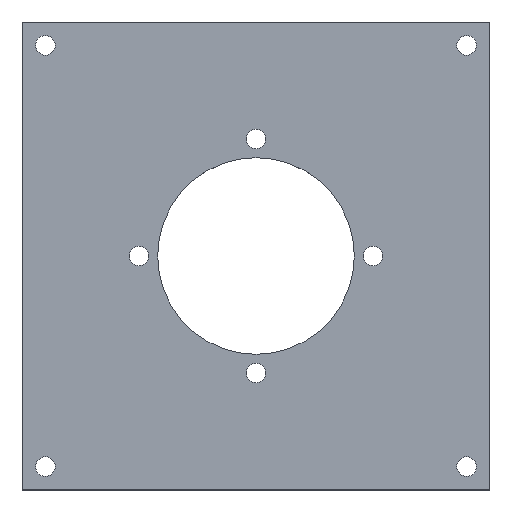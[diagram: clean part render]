
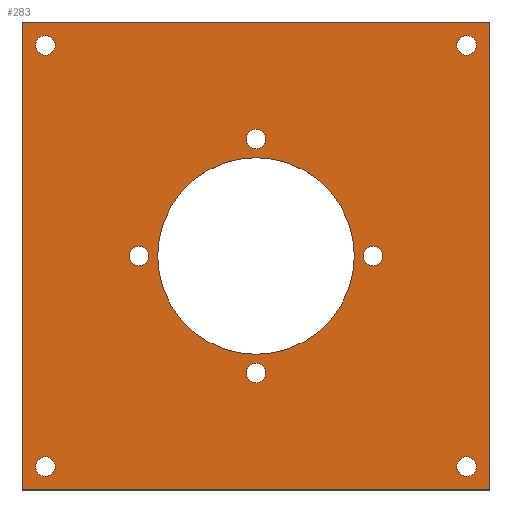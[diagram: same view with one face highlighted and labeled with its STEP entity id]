
A CAD part, top view. The second image highlights one B-rep face of the part: STEP entity #283.
In plain terms, the highlighted planar face has unit normal (0, 0, 1).
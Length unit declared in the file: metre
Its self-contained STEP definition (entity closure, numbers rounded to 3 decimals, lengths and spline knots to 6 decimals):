
#30=CIRCLE('',#312,0.0021);
#31=CIRCLE('',#314,0.0021);
#32=CIRCLE('',#316,0.0021);
#33=CIRCLE('',#318,0.0021);
#34=CIRCLE('',#320,0.0021);
#35=CIRCLE('',#322,0.0021);
#36=CIRCLE('',#324,0.0021);
#37=CIRCLE('',#326,0.0021);
#38=CIRCLE('',#328,0.021);
#86=ORIENTED_EDGE('',*,*,#117,.F.);
#87=ORIENTED_EDGE('',*,*,#99,.T.);
#88=ORIENTED_EDGE('',*,*,#115,.T.);
#89=ORIENTED_EDGE('',*,*,#119,.F.);
#90=ORIENTED_EDGE('',*,*,#120,.F.);
#91=ORIENTED_EDGE('',*,*,#121,.F.);
#92=ORIENTED_EDGE('',*,*,#122,.F.);
#93=ORIENTED_EDGE('',*,*,#123,.F.);
#94=ORIENTED_EDGE('',*,*,#124,.F.);
#95=ORIENTED_EDGE('',*,*,#125,.F.);
#96=ORIENTED_EDGE('',*,*,#126,.F.);
#97=ORIENTED_EDGE('',*,*,#127,.F.);
#98=ORIENTED_EDGE('',*,*,#128,.F.);
#99=EDGE_CURVE('',#129,#130,#155,.T.);
#115=EDGE_CURVE('',#130,#144,#162,.T.);
#117=EDGE_CURVE('',#129,#145,#164,.T.);
#119=EDGE_CURVE('',#145,#144,#166,.T.);
#120=EDGE_CURVE('',#146,#146,#30,.T.);
#121=EDGE_CURVE('',#147,#147,#31,.T.);
#122=EDGE_CURVE('',#148,#148,#32,.T.);
#123=EDGE_CURVE('',#149,#149,#33,.T.);
#124=EDGE_CURVE('',#150,#150,#34,.T.);
#125=EDGE_CURVE('',#151,#151,#35,.T.);
#126=EDGE_CURVE('',#152,#152,#36,.T.);
#127=EDGE_CURVE('',#153,#153,#37,.T.);
#128=EDGE_CURVE('',#154,#154,#38,.T.);
#129=VERTEX_POINT('',#413);
#130=VERTEX_POINT('',#414);
#144=VERTEX_POINT('',#446);
#145=VERTEX_POINT('',#450);
#146=VERTEX_POINT('',#456);
#147=VERTEX_POINT('',#459);
#148=VERTEX_POINT('',#462);
#149=VERTEX_POINT('',#465);
#150=VERTEX_POINT('',#468);
#151=VERTEX_POINT('',#471);
#152=VERTEX_POINT('',#474);
#153=VERTEX_POINT('',#477);
#154=VERTEX_POINT('',#480);
#155=LINE('',#412,#167);
#162=LINE('',#445,#174);
#164=LINE('',#449,#176);
#166=LINE('',#453,#178);
#167=VECTOR('',#334,1.);
#174=VECTOR('',#363,1.);
#176=VECTOR('',#367,1.);
#178=VECTOR('',#371,1.);
#211=EDGE_LOOP('',(#86,#87,#88,#89));
#212=EDGE_LOOP('',(#90));
#213=EDGE_LOOP('',(#91));
#214=EDGE_LOOP('',(#92));
#215=EDGE_LOOP('',(#93));
#216=EDGE_LOOP('',(#94));
#217=EDGE_LOOP('',(#95));
#218=EDGE_LOOP('',(#96));
#219=EDGE_LOOP('',(#97));
#220=EDGE_LOOP('',(#98));
#253=FACE_BOUND('',#211,.T.);
#254=FACE_BOUND('',#212,.T.);
#255=FACE_BOUND('',#213,.T.);
#256=FACE_BOUND('',#214,.T.);
#257=FACE_BOUND('',#215,.T.);
#258=FACE_BOUND('',#216,.T.);
#259=FACE_BOUND('',#217,.T.);
#260=FACE_BOUND('',#218,.T.);
#261=FACE_BOUND('',#219,.T.);
#262=FACE_BOUND('',#220,.T.);
#268=PLANE('',#329);
#283=ADVANCED_FACE('',(#253,#254,#255,#256,#257,#258,#259,#260,#261,#262),
#268,.T.);
#312=AXIS2_PLACEMENT_3D('',#455,#374,#375);
#314=AXIS2_PLACEMENT_3D('',#458,#378,#379);
#316=AXIS2_PLACEMENT_3D('',#461,#382,#383);
#318=AXIS2_PLACEMENT_3D('',#464,#386,#387);
#320=AXIS2_PLACEMENT_3D('',#467,#390,#391);
#322=AXIS2_PLACEMENT_3D('',#470,#394,#395);
#324=AXIS2_PLACEMENT_3D('',#473,#398,#399);
#326=AXIS2_PLACEMENT_3D('',#476,#402,#403);
#328=AXIS2_PLACEMENT_3D('',#479,#406,#407);
#329=AXIS2_PLACEMENT_3D('',#481,#408,#409);
#334=DIRECTION('',(0.,1.,0.));
#363=DIRECTION('',(-1.,0.,0.));
#367=DIRECTION('',(-1.,0.,0.));
#371=DIRECTION('',(0.,1.,0.));
#374=DIRECTION('',(0.,0.,1.));
#375=DIRECTION('',(1.,0.,0.));
#378=DIRECTION('',(0.,0.,1.));
#379=DIRECTION('',(1.,0.,0.));
#382=DIRECTION('',(0.,0.,1.));
#383=DIRECTION('',(1.,0.,0.));
#386=DIRECTION('',(0.,0.,1.));
#387=DIRECTION('',(1.,0.,0.));
#390=DIRECTION('',(0.,0.,1.));
#391=DIRECTION('',(1.,0.,0.));
#394=DIRECTION('',(0.,0.,1.));
#395=DIRECTION('',(1.,0.,0.));
#398=DIRECTION('',(0.,0.,1.));
#399=DIRECTION('',(1.,0.,0.));
#402=DIRECTION('',(0.,0.,1.));
#403=DIRECTION('',(1.,0.,0.));
#406=DIRECTION('',(0.,0.,1.));
#407=DIRECTION('',(1.,0.,0.));
#408=DIRECTION('',(0.,0.,1.));
#409=DIRECTION('',(1.,0.,0.));
#412=CARTESIAN_POINT('',(0.05,0.,0.035));
#413=CARTESIAN_POINT('',(0.05,-0.05,0.035));
#414=CARTESIAN_POINT('',(0.05,0.05,0.035));
#445=CARTESIAN_POINT('',(0.,0.05,0.035));
#446=CARTESIAN_POINT('',(-0.05,0.05,0.035));
#449=CARTESIAN_POINT('',(0.,-0.05,0.035));
#450=CARTESIAN_POINT('',(-0.05,-0.05,0.035));
#453=CARTESIAN_POINT('',(-0.05,0.,0.035));
#455=CARTESIAN_POINT('',(0.045,-0.045,0.035));
#456=CARTESIAN_POINT('',(0.0471,-0.045,0.035));
#458=CARTESIAN_POINT('',(-0.045,-0.045,0.035));
#459=CARTESIAN_POINT('',(-0.0429,-0.045,0.035));
#461=CARTESIAN_POINT('',(0.045,0.045,0.035));
#462=CARTESIAN_POINT('',(0.0471,0.045,0.035));
#464=CARTESIAN_POINT('',(-0.045,0.045,0.035));
#465=CARTESIAN_POINT('',(-0.0429,0.045,0.035));
#467=CARTESIAN_POINT('',(0.025,0.,0.035));
#468=CARTESIAN_POINT('',(0.0271,0.,0.035));
#470=CARTESIAN_POINT('',(0.,-0.025,0.035));
#471=CARTESIAN_POINT('',(0.0021,-0.025,0.035));
#473=CARTESIAN_POINT('',(-0.025,0.,0.035));
#474=CARTESIAN_POINT('',(-0.0229,0.,0.035));
#476=CARTESIAN_POINT('',(0.,0.025,0.035));
#477=CARTESIAN_POINT('',(0.0021,0.025,0.035));
#479=CARTESIAN_POINT('',(0.,0.,0.035));
#480=CARTESIAN_POINT('',(0.021,0.,0.035));
#481=CARTESIAN_POINT('',(0.,0.,0.035));
